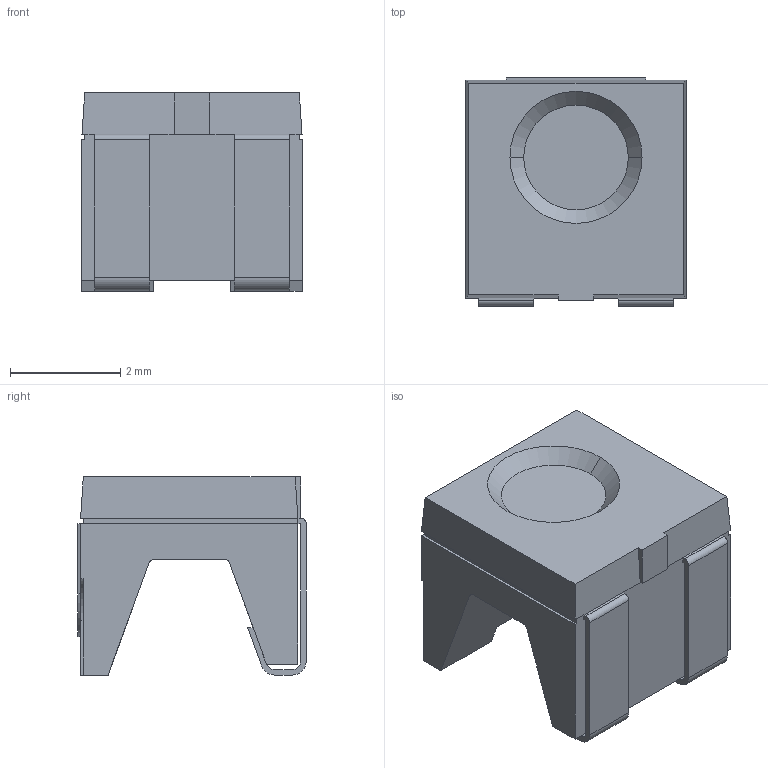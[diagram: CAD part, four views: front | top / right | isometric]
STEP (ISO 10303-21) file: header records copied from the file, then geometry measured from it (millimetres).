
FILE_DESCRIPTION (( 'STEP AP214' ), '1' );
FILE_NAME ('XZxx67.STEP', '2015-09-09T21:14:19', ( '' ), ( '' ), 'SwSTEP 2.0', 'SolidWorks 2012', '' );
FILE_SCHEMA (( 'AUTOMOTIVE_DESIGN' ));
Length unit declared in the file: millimetre
Products named in the file (1): XZxx67
Bounding box: 4 x 4.15 x 3.6 mm (x, y, z)
Volume: 37.2 mm3; surface area: 115.4 mm2
Topology: 2 solids, 2 shells, 275 faces, 763 edges, 506 vertices
Faces by surface type: plane 186, bspline 68, cylinder 17, cone 4
Entity records: 13865 total; most frequent: CARTESIAN_POINT 4811, ORIENTED_EDGE 1526, DIRECTION 1073, EDGE_CURVE 763, VECTOR 585, LINE 585, VERTEX_POINT 506, EDGE_LOOP 293
